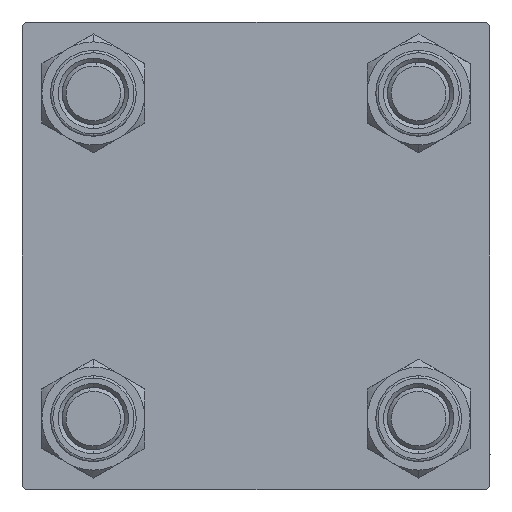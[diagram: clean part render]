
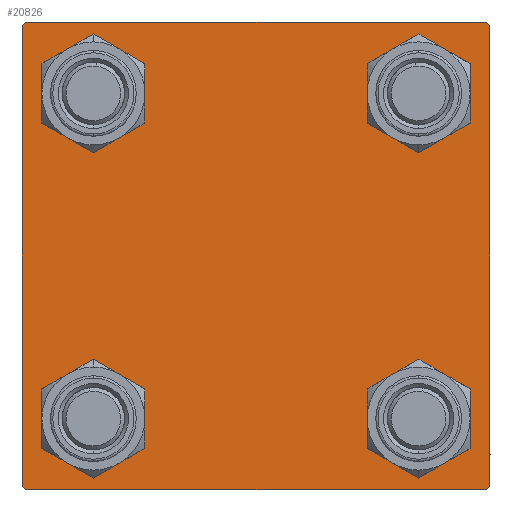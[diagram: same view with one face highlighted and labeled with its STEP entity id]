
A CAD part, left-side view. The second image highlights one B-rep face of the part: STEP entity #20826.
In plain terms, the highlighted planar face has unit normal (-1, 0, 0).
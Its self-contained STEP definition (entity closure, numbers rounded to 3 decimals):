
#705 = CARTESIAN_POINT ( 'NONE',  ( 0., 20.85, -20.85 ) ) ;
#737 = CARTESIAN_POINT ( 'NONE',  ( 0., 20.85, -20.85 ) ) ;
#1033 = VECTOR ( 'NONE', #31693, 1000. ) ;
#1155 = EDGE_CURVE ( 'NONE', #12597, #10487, #14790, .T. ) ;
#1205 = ORIENTED_EDGE ( 'NONE', *, *, #24386, .T. ) ;
#1412 = DIRECTION ( 'NONE',  ( 0., -0.707, -0.707 ) ) ;
#2027 = EDGE_CURVE ( 'NONE', #36714, #41522, #38606, .T. ) ;
#2481 = CIRCLE ( 'NONE', #48421, 4.5 ) ;
#4181 = CARTESIAN_POINT ( 'NONE',  ( 0., -20.85, 25.35 ) ) ;
#4811 = CARTESIAN_POINT ( 'NONE',  ( 0., 30., -29.5 ) ) ;
#4822 = CARTESIAN_POINT ( 'NONE',  ( 0., -20.85, -16.35 ) ) ;
#5045 = CARTESIAN_POINT ( 'NONE',  ( 0., -20.85, -25.35 ) ) ;
#5602 = FACE_BOUND ( 'NONE', #7345, .T. ) ;
#6433 = ORIENTED_EDGE ( 'NONE', *, *, #25296, .T. ) ;
#7345 = EDGE_LOOP ( 'NONE', ( #22581, #10484 ) ) ;
#7427 = CARTESIAN_POINT ( 'NONE',  ( 0., -30., 29.5 ) ) ;
#8181 = EDGE_CURVE ( 'NONE', #40821, #27640, #10213, .T. ) ;
#8327 = DIRECTION ( 'NONE',  ( 0., 0.707, 0.707 ) ) ;
#8690 = CARTESIAN_POINT ( 'NONE',  ( 0., 30., 30. ) ) ;
#8769 = EDGE_CURVE ( 'NONE', #40245, #39416, #10241, .T. ) ;
#9275 = DIRECTION ( 'NONE',  ( 0., 0., 1. ) ) ;
#10213 = CIRCLE ( 'NONE', #34870, 4.5 ) ;
#10241 = CIRCLE ( 'NONE', #29146, 4.5 ) ;
#10484 = ORIENTED_EDGE ( 'NONE', *, *, #8181, .T. ) ;
#10487 = VERTEX_POINT ( 'NONE', #29580 ) ;
#11070 = ORIENTED_EDGE ( 'NONE', *, *, #1155, .F. ) ;
#11084 = CARTESIAN_POINT ( 'NONE',  ( 0., -20.85, 16.35 ) ) ;
#11163 = LINE ( 'NONE', #37942, #17731 ) ;
#11951 = DIRECTION ( 'NONE',  ( 1., 0., 0. ) ) ;
#12597 = VERTEX_POINT ( 'NONE', #7427 ) ;
#12984 = ORIENTED_EDGE ( 'NONE', *, *, #2027, .T. ) ;
#13287 = FACE_BOUND ( 'NONE', #40975, .T. ) ;
#13814 = FACE_BOUND ( 'NONE', #22650, .T. ) ;
#14262 = EDGE_CURVE ( 'NONE', #39416, #40245, #14567, .T. ) ;
#14567 = CIRCLE ( 'NONE', #22791, 4.5 ) ;
#14790 = LINE ( 'NONE', #19406, #31744 ) ;
#15064 = ORIENTED_EDGE ( 'NONE', *, *, #42548, .T. ) ;
#15906 = VECTOR ( 'NONE', #29487, 1000. ) ;
#16514 = VERTEX_POINT ( 'NONE', #42106 ) ;
#17049 = EDGE_CURVE ( 'NONE', #20215, #27297, #23971, .T. ) ;
#17144 = LINE ( 'NONE', #8690, #15906 ) ;
#17263 = DIRECTION ( 'NONE',  ( 0., 0., 1. ) ) ;
#17394 = DIRECTION ( 'NONE',  ( 0., 0., 1. ) ) ;
#17731 = VECTOR ( 'NONE', #42027, 1000. ) ;
#18387 = LINE ( 'NONE', #26629, #46466 ) ;
#18639 = DIRECTION ( 'NONE',  ( 0., 0., -1. ) ) ;
#18739 = VERTEX_POINT ( 'NONE', #4811 ) ;
#18848 = DIRECTION ( 'NONE',  ( -1., 0., 0. ) ) ;
#19119 = LINE ( 'NONE', #24261, #29118 ) ;
#19151 = LINE ( 'NONE', #34877, #47357 ) ;
#19406 = CARTESIAN_POINT ( 'NONE',  ( 0., -30., 30. ) ) ;
#20215 = VERTEX_POINT ( 'NONE', #4181 ) ;
#20363 = EDGE_CURVE ( 'NONE', #43090, #21368, #43062, .T. ) ;
#20603 = CARTESIAN_POINT ( 'NONE',  ( 0., 29.75, 29.75 ) ) ;
#20826 = ADVANCED_FACE ( 'NONE', ( #13287, #5602, #13814, #22023, #41308 ), #28984, .T. ) ;
#21348 = DIRECTION ( 'NONE',  ( 1., 0., 0. ) ) ;
#21368 = VERTEX_POINT ( 'NONE', #44245 ) ;
#21500 = CARTESIAN_POINT ( 'NONE',  ( 0., 20.85, 20.85 ) ) ;
#22023 = FACE_BOUND ( 'NONE', #49739, .T. ) ;
#22508 = DIRECTION ( 'NONE',  ( 0., 0., -1. ) ) ;
#22581 = ORIENTED_EDGE ( 'NONE', *, *, #33771, .T. ) ;
#22650 = EDGE_LOOP ( 'NONE', ( #6433, #32038 ) ) ;
#22738 = ORIENTED_EDGE ( 'NONE', *, *, #24135, .T. ) ;
#22791 = AXIS2_PLACEMENT_3D ( 'NONE', #25994, #41675, #34484 ) ;
#23343 = AXIS2_PLACEMENT_3D ( 'NONE', #705, #40290, #32082 ) ;
#23971 = CIRCLE ( 'NONE', #30553, 4.5 ) ;
#24135 = EDGE_CURVE ( 'NONE', #49394, #18739, #18387, .T. ) ;
#24261 = CARTESIAN_POINT ( 'NONE',  ( 0., -29.75, 29.75 ) ) ;
#24386 = EDGE_CURVE ( 'NONE', #18739, #36714, #19151, .T. ) ;
#25296 = EDGE_CURVE ( 'NONE', #21368, #43090, #48167, .T. ) ;
#25466 = CARTESIAN_POINT ( 'NONE',  ( 0., -20.85, 20.85 ) ) ;
#25994 = CARTESIAN_POINT ( 'NONE',  ( 0., 20.85, 20.85 ) ) ;
#26184 = ORIENTED_EDGE ( 'NONE', *, *, #32530, .F. ) ;
#26629 = CARTESIAN_POINT ( 'NONE',  ( 0., 30., 30. ) ) ;
#26702 = ORIENTED_EDGE ( 'NONE', *, *, #8769, .T. ) ;
#27297 = VERTEX_POINT ( 'NONE', #11084 ) ;
#27640 = VERTEX_POINT ( 'NONE', #4822 ) ;
#28078 = LINE ( 'NONE', #20603, #1033 ) ;
#28239 = DIRECTION ( 'NONE',  ( 0., 0., 1. ) ) ;
#28984 = PLANE ( 'NONE',  #29109 ) ;
#29109 = AXIS2_PLACEMENT_3D ( 'NONE', #33351, #18848, #17394 ) ;
#29118 = VECTOR ( 'NONE', #8327, 1000. ) ;
#29146 = AXIS2_PLACEMENT_3D ( 'NONE', #21500, #44915, #45413 ) ;
#29176 = EDGE_CURVE ( 'NONE', #16514, #49394, #28078, .T. ) ;
#29487 = DIRECTION ( 'NONE',  ( 0., -1., 0. ) ) ;
#29490 = VERTEX_POINT ( 'NONE', #41852 ) ;
#29580 = CARTESIAN_POINT ( 'NONE',  ( 0., -30., -29.5 ) ) ;
#30206 = CARTESIAN_POINT ( 'NONE',  ( 0., 30., 29.5 ) ) ;
#30553 = AXIS2_PLACEMENT_3D ( 'NONE', #47434, #11951, #31772 ) ;
#30619 = CARTESIAN_POINT ( 'NONE',  ( 0., 30., -30. ) ) ;
#31092 = EDGE_LOOP ( 'NONE', ( #22738, #1205, #12984, #15064, #11070, #37846, #26184, #40309 ) ) ;
#31693 = DIRECTION ( 'NONE',  ( 0., 0.707, -0.707 ) ) ;
#31744 = VECTOR ( 'NONE', #18639, 1000. ) ;
#31772 = DIRECTION ( 'NONE',  ( 0., 0., 1. ) ) ;
#31908 = ORIENTED_EDGE ( 'NONE', *, *, #50717, .T. ) ;
#32038 = ORIENTED_EDGE ( 'NONE', *, *, #20363, .T. ) ;
#32082 = DIRECTION ( 'NONE',  ( 0., 0., 1. ) ) ;
#32530 = EDGE_CURVE ( 'NONE', #16514, #29490, #17144, .T. ) ;
#32597 = AXIS2_PLACEMENT_3D ( 'NONE', #737, #33032, #28239 ) ;
#33032 = DIRECTION ( 'NONE',  ( 1., 0., 0. ) ) ;
#33351 = CARTESIAN_POINT ( 'NONE',  ( 0., 0., 0. ) ) ;
#33416 = VECTOR ( 'NONE', #50160, 1000. ) ;
#33451 = CARTESIAN_POINT ( 'NONE',  ( 0., 20.85, -25.35 ) ) ;
#33771 = EDGE_CURVE ( 'NONE', #27640, #40821, #39784, .T. ) ;
#33984 = DIRECTION ( 'NONE',  ( 1., 0., 0. ) ) ;
#34470 = CARTESIAN_POINT ( 'NONE',  ( 0., 20.85, 16.35 ) ) ;
#34484 = DIRECTION ( 'NONE',  ( 0., 0., 1. ) ) ;
#34734 = EDGE_CURVE ( 'NONE', #12597, #29490, #19119, .T. ) ;
#34870 = AXIS2_PLACEMENT_3D ( 'NONE', #45540, #33984, #17263 ) ;
#34877 = CARTESIAN_POINT ( 'NONE',  ( 0., 29.75, -29.75 ) ) ;
#35647 = CARTESIAN_POINT ( 'NONE',  ( 0., -20.85, -20.85 ) ) ;
#36714 = VERTEX_POINT ( 'NONE', #50698 ) ;
#37846 = ORIENTED_EDGE ( 'NONE', *, *, #34734, .T. ) ;
#37942 = CARTESIAN_POINT ( 'NONE',  ( 0., -29.75, -29.75 ) ) ;
#38606 = LINE ( 'NONE', #30619, #33416 ) ;
#38992 = DIRECTION ( 'NONE',  ( 0., 0., 1. ) ) ;
#39416 = VERTEX_POINT ( 'NONE', #49098 ) ;
#39784 = CIRCLE ( 'NONE', #47952, 4.5 ) ;
#40245 = VERTEX_POINT ( 'NONE', #34470 ) ;
#40290 = DIRECTION ( 'NONE',  ( 1., 0., 0. ) ) ;
#40309 = ORIENTED_EDGE ( 'NONE', *, *, #29176, .T. ) ;
#40821 = VERTEX_POINT ( 'NONE', #5045 ) ;
#40975 = EDGE_LOOP ( 'NONE', ( #41493, #31908 ) ) ;
#41308 = FACE_OUTER_BOUND ( 'NONE', #31092, .T. ) ;
#41493 = ORIENTED_EDGE ( 'NONE', *, *, #17049, .T. ) ;
#41522 = VERTEX_POINT ( 'NONE', #47711 ) ;
#41675 = DIRECTION ( 'NONE',  ( 1., 0., 0. ) ) ;
#41852 = CARTESIAN_POINT ( 'NONE',  ( 0., -29.5, 30. ) ) ;
#42027 = DIRECTION ( 'NONE',  ( 0., -0.707, 0.707 ) ) ;
#42106 = CARTESIAN_POINT ( 'NONE',  ( 0., 29.5, 30. ) ) ;
#42548 = EDGE_CURVE ( 'NONE', #41522, #10487, #11163, .T. ) ;
#43062 = CIRCLE ( 'NONE', #23343, 4.5 ) ;
#43090 = VERTEX_POINT ( 'NONE', #33451 ) ;
#44245 = CARTESIAN_POINT ( 'NONE',  ( 0., 20.85, -16.35 ) ) ;
#44915 = DIRECTION ( 'NONE',  ( 1., 0., 0. ) ) ;
#45413 = DIRECTION ( 'NONE',  ( 0., 0., 1. ) ) ;
#45540 = CARTESIAN_POINT ( 'NONE',  ( 0., -20.85, -20.85 ) ) ;
#46466 = VECTOR ( 'NONE', #22508, 1000. ) ;
#46472 = ORIENTED_EDGE ( 'NONE', *, *, #14262, .T. ) ;
#47357 = VECTOR ( 'NONE', #1412, 1000. ) ;
#47434 = CARTESIAN_POINT ( 'NONE',  ( 0., -20.85, 20.85 ) ) ;
#47449 = DIRECTION ( 'NONE',  ( 1., 0., 0. ) ) ;
#47711 = CARTESIAN_POINT ( 'NONE',  ( 0., -29.5, -30. ) ) ;
#47952 = AXIS2_PLACEMENT_3D ( 'NONE', #35647, #47449, #38992 ) ;
#48167 = CIRCLE ( 'NONE', #32597, 4.5 ) ;
#48421 = AXIS2_PLACEMENT_3D ( 'NONE', #25466, #21348, #9275 ) ;
#49098 = CARTESIAN_POINT ( 'NONE',  ( 0., 20.85, 25.35 ) ) ;
#49394 = VERTEX_POINT ( 'NONE', #30206 ) ;
#49739 = EDGE_LOOP ( 'NONE', ( #46472, #26702 ) ) ;
#50160 = DIRECTION ( 'NONE',  ( 0., -1., 0. ) ) ;
#50698 = CARTESIAN_POINT ( 'NONE',  ( 0., 29.5, -30. ) ) ;
#50717 = EDGE_CURVE ( 'NONE', #27297, #20215, #2481, .T. ) ;
